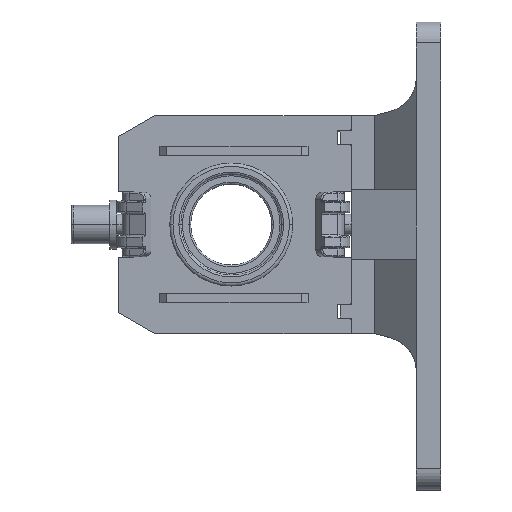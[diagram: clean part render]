
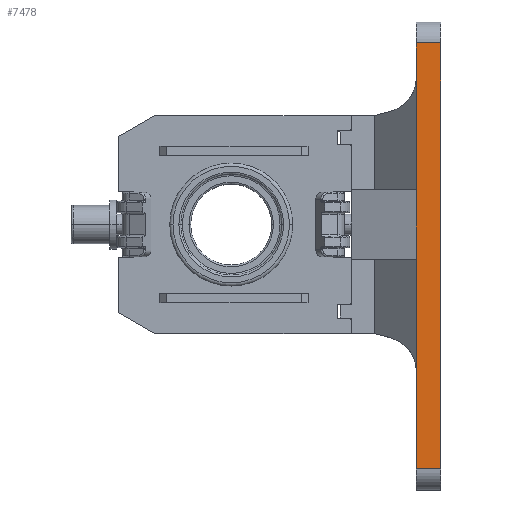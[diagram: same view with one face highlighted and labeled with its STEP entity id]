
A CAD part, top view. The second image highlights one B-rep face of the part: STEP entity #7478.
In plain terms, the highlighted face is planar.
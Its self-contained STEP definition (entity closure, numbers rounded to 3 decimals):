
#212 = ORIENTED_EDGE ( 'NONE', *, *, #3420, .F. ) ;
#414 = CARTESIAN_POINT ( 'NONE',  ( 7.75, -35., -9.5 ) ) ;
#423 = DIRECTION ( 'NONE',  ( 0., 0., -1. ) ) ;
#451 = VERTEX_POINT ( 'NONE', #10890 ) ;
#479 = ORIENTED_EDGE ( 'NONE', *, *, #11359, .T. ) ;
#504 = LINE ( 'NONE', #2037, #2581 ) ;
#758 = EDGE_CURVE ( 'NONE', #9492, #1451, #7988, .T. ) ;
#1321 = CARTESIAN_POINT ( 'NONE',  ( 7.75, 21.044, -6. ) ) ;
#1402 = VERTEX_POINT ( 'NONE', #7103 ) ;
#1451 = VERTEX_POINT ( 'NONE', #1321 ) ;
#1870 = VERTEX_POINT ( 'NONE', #10136 ) ;
#1920 = DIRECTION ( 'NONE',  ( 0., 1., 0. ) ) ;
#2037 = CARTESIAN_POINT ( 'NONE',  ( 7.75, -38., -6. ) ) ;
#2581 = VECTOR ( 'NONE', #6356, 1000. ) ;
#2698 = LINE ( 'NONE', #3319, #2712 ) ;
#2712 = VECTOR ( 'NONE', #11727, 1000. ) ;
#2885 = EDGE_CURVE ( 'NONE', #6586, #9317, #8085, .T. ) ;
#3118 = VECTOR ( 'NONE', #4106, 1000. ) ;
#3319 = CARTESIAN_POINT ( 'NONE',  ( 7.75, 5., -6. ) ) ;
#3420 = EDGE_CURVE ( 'NONE', #1870, #10143, #4495, .T. ) ;
#3435 = CARTESIAN_POINT ( 'NONE',  ( 7.75, 5., -6. ) ) ;
#3544 = EDGE_CURVE ( 'NONE', #1870, #451, #504, .T. ) ;
#3680 = ORIENTED_EDGE ( 'NONE', *, *, #758, .F. ) ;
#4106 = DIRECTION ( 'NONE',  ( 0., 1., 0. ) ) ;
#4495 = LINE ( 'NONE', #6149, #3118 ) ;
#4917 = ORIENTED_EDGE ( 'NONE', *, *, #2885, .T. ) ;
#5271 = CARTESIAN_POINT ( 'NONE',  ( 7.75, 26., -9.5 ) ) ;
#5368 = VECTOR ( 'NONE', #8401, 1000. ) ;
#5521 = VECTOR ( 'NONE', #7053, 1000. ) ;
#5649 = LINE ( 'NONE', #7318, #5368 ) ;
#6149 = CARTESIAN_POINT ( 'NONE',  ( 7.75, 17.208, -6. ) ) ;
#6174 = CARTESIAN_POINT ( 'NONE',  ( 7.75, 17.208, -6. ) ) ;
#6356 = DIRECTION ( 'NONE',  ( 0., -1., 0. ) ) ;
#6586 = VERTEX_POINT ( 'NONE', #11111 ) ;
#6778 = LINE ( 'NONE', #6935, #5521 ) ;
#6797 = CARTESIAN_POINT ( 'NONE',  ( 7.75, 26., -6. ) ) ;
#6935 = CARTESIAN_POINT ( 'NONE',  ( 7.75, -38., -6. ) ) ;
#7053 = DIRECTION ( 'NONE',  ( 0., -1., 0. ) ) ;
#7087 = DIRECTION ( 'NONE',  ( 0., 0., 1. ) ) ;
#7103 = CARTESIAN_POINT ( 'NONE',  ( 7.75, -35., -9.5 ) ) ;
#7198 = DIRECTION ( 'NONE',  ( 0., 0., 1. ) ) ;
#7248 = DIRECTION ( 'NONE',  ( -1., 0., 0. ) ) ;
#7318 = CARTESIAN_POINT ( 'NONE',  ( 7.75, -38., -9.5 ) ) ;
#7478 = ADVANCED_FACE ( 'NONE', ( #11108 ), #7974, .F. ) ;
#7545 = EDGE_CURVE ( 'NONE', #9492, #10143, #2698, .T. ) ;
#7692 = VECTOR ( 'NONE', #7087, 1000. ) ;
#7733 = ORIENTED_EDGE ( 'NONE', *, *, #7545, .T. ) ;
#7974 = PLANE ( 'NONE',  #10820 ) ;
#7984 = ORIENTED_EDGE ( 'NONE', *, *, #10404, .T. ) ;
#7988 = LINE ( 'NONE', #6174, #8111 ) ;
#8085 = LINE ( 'NONE', #5271, #7692 ) ;
#8111 = VECTOR ( 'NONE', #1920, 1000. ) ;
#8255 = ORIENTED_EDGE ( 'NONE', *, *, #3544, .T. ) ;
#8401 = DIRECTION ( 'NONE',  ( 0., -1., 0. ) ) ;
#8613 = CARTESIAN_POINT ( 'NONE',  ( 7.75, -5., -6. ) ) ;
#8715 = VECTOR ( 'NONE', #423, 1000. ) ;
#9097 = LINE ( 'NONE', #414, #8715 ) ;
#9304 = EDGE_CURVE ( 'NONE', #6586, #1402, #5649, .T. ) ;
#9317 = VERTEX_POINT ( 'NONE', #6797 ) ;
#9492 = VERTEX_POINT ( 'NONE', #3435 ) ;
#10136 = CARTESIAN_POINT ( 'NONE',  ( 7.75, -21.044, -6. ) ) ;
#10143 = VERTEX_POINT ( 'NONE', #8613 ) ;
#10271 = CARTESIAN_POINT ( 'NONE',  ( 7.75, -38., -9.5 ) ) ;
#10404 = EDGE_CURVE ( 'NONE', #9317, #1451, #6778, .T. ) ;
#10662 = ORIENTED_EDGE ( 'NONE', *, *, #9304, .F. ) ;
#10820 = AXIS2_PLACEMENT_3D ( 'NONE', #10271, #7248, #7198 ) ;
#10890 = CARTESIAN_POINT ( 'NONE',  ( 7.75, -35., -6. ) ) ;
#11108 = FACE_OUTER_BOUND ( 'NONE', #11553, .T. ) ;
#11111 = CARTESIAN_POINT ( 'NONE',  ( 7.75, 26., -9.5 ) ) ;
#11359 = EDGE_CURVE ( 'NONE', #451, #1402, #9097, .T. ) ;
#11553 = EDGE_LOOP ( 'NONE', ( #212, #8255, #479, #10662, #4917, #7984, #3680, #7733 ) ) ;
#11727 = DIRECTION ( 'NONE',  ( 0., -1., 0. ) ) ;
